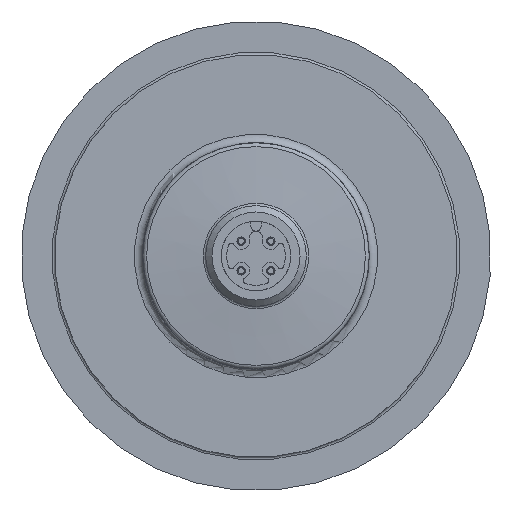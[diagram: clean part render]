
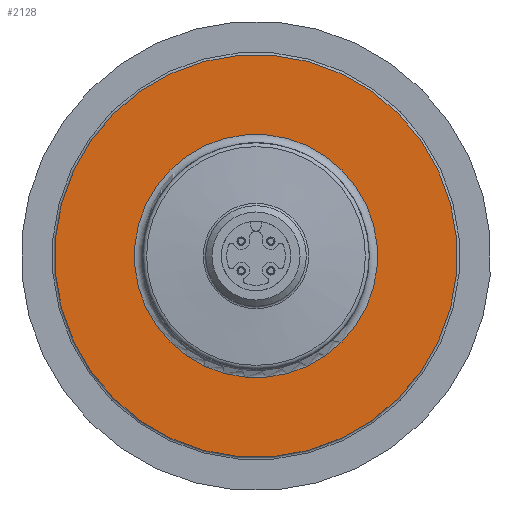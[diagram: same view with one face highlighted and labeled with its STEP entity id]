
A CAD part, front view. The second image highlights one B-rep face of the part: STEP entity #2128.
In plain terms, the highlighted planar face has unit normal (0, -1, 0).
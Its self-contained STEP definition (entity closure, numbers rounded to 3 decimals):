
#57=PLANE('',#2276);
#388=ORIENTED_EDGE('',*,*,#668,.T.);
#389=ORIENTED_EDGE('',*,*,#672,.F.);
#668=EDGE_CURVE('',#829,#829,#941,.F.);
#672=EDGE_CURVE('',#833,#833,#945,.T.);
#829=VERTEX_POINT('',#3050);
#833=VERTEX_POINT('',#3062);
#941=CIRCLE('',#2263,14.5);
#945=CIRCLE('',#2271,24.);
#1072=EDGE_LOOP('',(#388));
#1073=EDGE_LOOP('',(#389));
#1235=FACE_BOUND('',#1072,.T.);
#1236=FACE_BOUND('',#1073,.T.);
#2128=ADVANCED_FACE('',(#1235,#1236),#57,.T.);
#2263=AXIS2_PLACEMENT_3D('',#3049,#2578,#2579);
#2271=AXIS2_PLACEMENT_3D('',#3061,#2594,#2595);
#2276=AXIS2_PLACEMENT_3D('',#3069,#2604,#2605);
#2578=DIRECTION('',(0.,-1.,0.));
#2579=DIRECTION('',(-0.996,0.,0.087));
#2594=DIRECTION('',(0.,1.,0.));
#2595=DIRECTION('',(0.996,0.,-0.087));
#2604=DIRECTION('',(0.,-1.,0.));
#2605=DIRECTION('',(-0.996,0.,0.087));
#3049=CARTESIAN_POINT('',(-0.018,43.2,0.032));
#3050=CARTESIAN_POINT('',(-14.463,43.2,1.296));
#3061=CARTESIAN_POINT('',(-0.018,43.2,0.032));
#3062=CARTESIAN_POINT('',(23.891,43.2,-2.06));
#3069=CARTESIAN_POINT('',(-0.018,43.2,0.032));
